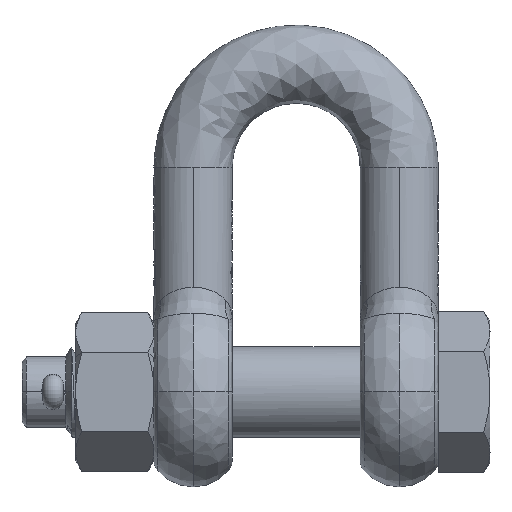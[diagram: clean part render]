
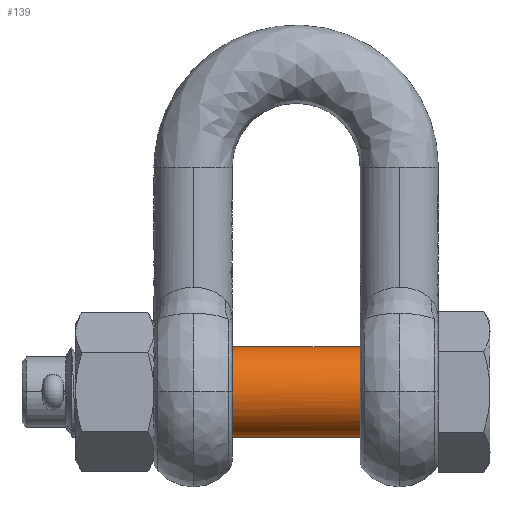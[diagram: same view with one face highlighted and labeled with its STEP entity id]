
A CAD part, top view. The second image highlights one B-rep face of the part: STEP entity #139.
In plain terms, the highlighted cylindrical face has radius 11 mm (diameter 22 mm), a partial arc.
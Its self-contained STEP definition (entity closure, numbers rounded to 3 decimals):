
#139=ADVANCED_FACE('NONE',(#809),#810,.T.);
#809=FACE_OUTER_BOUND('',#2338,.T.);
#810=CYLINDRICAL_SURFACE('',#2339,11.0);
#2338=EDGE_LOOP('',(#12987,#12988,#12989,#12990));
#2339=AXIS2_PLACEMENT_3D('',#12991,#12992,#12993);
#12987=ORIENTED_EDGE('',*,*,#17428,.T.);
#12988=ORIENTED_EDGE('',*,*,#17429,.T.);
#12989=ORIENTED_EDGE('',*,*,#17430,.F.);
#12990=ORIENTED_EDGE('',*,*,#17431,.F.);
#12991=CARTESIAN_POINT('',(34.25,0.0,0.0));
#12992=DIRECTION('',(1.0,0.0,0.0));
#12993=DIRECTION('',(0.0,-1.0,0.0));
#17428=EDGE_CURVE('NONE',#19172,#19174,#19177,.T.);
#17429=EDGE_CURVE('NONE',#19174,#19178,#19179,.T.);
#17430=EDGE_CURVE('NONE',#19180,#19178,#19181,.T.);
#17431=EDGE_CURVE('NONE',#19172,#19180,#19182,.T.);
#19172=VERTEX_POINT('NONE',#21996);
#19174=VERTEX_POINT('NONE',#21998);
#19177=CIRCLE('',#22001,11.);
#19178=VERTEX_POINT('NONE',#22002);
#19179=LINE('',#22003,#22004);
#19180=VERTEX_POINT('NONE',#22005);
#19181=B_SPLINE_CURVE_WITH_KNOTS('',3,(#22006,#22007,#22008,#22009,#22010,#22011,#22012,#22013,#22014,#22015,#22016,#22017,#22018,#22019,#22020,#22021,#22022,#22023,#22024,#22025,#22026,#22027,#22028,#22029,#22030,#22031,#22032,#22033,#22034,#22035,#22036,#22037,#22038,#22039,#22040,#22041,#22042,#22043,#22044,#22045,#22046,#22047,#22048,#22049,#22050,#22051,#22052,#22053),.UNSPECIFIED.,.F.,.F.,(4,2,2,2,2,2,2,2,2,2,2,2,2,2,2,2,2,2,2,2,2,2,2,4),(0.012,0.014,0.015,0.017,0.019,0.02,0.021,0.023,0.024,0.025,0.026,0.027,0.029,0.031,0.032,0.034,0.035,0.036,0.038,0.04,0.041,0.042,0.045,0.047),.UNSPECIFIED.);
#19182=LINE('',#22054,#22055);
#21996=CARTESIAN_POINT('',(34.25,-11.,0.));
#21998=CARTESIAN_POINT('',(34.25,11.,0.));
#22001=AXIS2_PLACEMENT_3D('',#33219,#33220,#33221);
#22002=CARTESIAN_POINT('',(-29.998,11.0,0.));
#22003=CARTESIAN_POINT('',(34.25,11.0,0.));
#22004=VECTOR('',#33222,1000.0);
#22005=CARTESIAN_POINT('',(-28.573,-11.0,0.));
#22006=CARTESIAN_POINT('',(-28.573,-11.0,0.));
#22007=CARTESIAN_POINT('',(-28.603,-11.0,0.727));
#22008=CARTESIAN_POINT('',(-28.632,-10.929,1.441));
#22009=CARTESIAN_POINT('',(-28.677,-10.719,2.495));
#22010=CARTESIAN_POINT('',(-28.691,-10.632,2.844));
#22011=CARTESIAN_POINT('',(-28.721,-10.423,3.535));
#22012=CARTESIAN_POINT('',(-28.736,-10.3,3.878));
#22013=CARTESIAN_POINT('',(-28.781,-9.886,4.877));
#22014=CARTESIAN_POINT('',(-28.81,-9.548,5.509));
#22015=CARTESIAN_POINT('',(-28.855,-8.949,6.406));
#22016=CARTESIAN_POINT('',(-28.87,-8.734,6.697));
#22017=CARTESIAN_POINT('',(-28.899,-8.274,7.258));
#22018=CARTESIAN_POINT('',(-28.914,-8.032,7.525));
#22019=CARTESIAN_POINT('',(-28.959,-7.271,8.286));
#22020=CARTESIAN_POINT('',(-28.988,-6.717,8.741));
#22021=CARTESIAN_POINT('',(-29.033,-5.815,9.344));
#22022=CARTESIAN_POINT('',(-29.048,-5.503,9.531));
#22023=CARTESIAN_POINT('',(-29.078,-4.868,9.871));
#22024=CARTESIAN_POINT('',(-29.092,-4.544,10.024));
#22025=CARTESIAN_POINT('',(-29.122,-3.882,10.299));
#22026=CARTESIAN_POINT('',(-29.137,-3.544,10.42));
#22027=CARTESIAN_POINT('',(-29.166,-2.856,10.629));
#22028=CARTESIAN_POINT('',(-29.181,-2.503,10.717));
#22029=CARTESIAN_POINT('',(-29.226,-1.438,10.93));
#22030=CARTESIAN_POINT('',(-29.255,-0.725,11.));
#22031=CARTESIAN_POINT('',(-29.3,0.351,11.));
#22032=CARTESIAN_POINT('',(-29.315,0.711,10.983));
#22033=CARTESIAN_POINT('',(-29.345,1.432,10.912));
#22034=CARTESIAN_POINT('',(-29.359,1.791,10.859));
#22035=CARTESIAN_POINT('',(-29.404,2.849,10.649));
#22036=CARTESIAN_POINT('',(-29.433,3.535,10.441));
#22037=CARTESIAN_POINT('',(-29.478,4.534,10.029));
#22038=CARTESIAN_POINT('',(-29.493,4.863,9.873));
#22039=CARTESIAN_POINT('',(-29.523,5.501,9.533));
#22040=CARTESIAN_POINT('',(-29.538,5.809,9.348));
#22041=CARTESIAN_POINT('',(-29.582,6.703,8.751));
#22042=CARTESIAN_POINT('',(-29.611,7.259,8.297));
#22043=CARTESIAN_POINT('',(-29.671,8.286,7.271));
#22044=CARTESIAN_POINT('',(-29.701,8.743,6.714));
#22045=CARTESIAN_POINT('',(-29.745,9.34,5.821));
#22046=CARTESIAN_POINT('',(-29.76,9.525,5.513));
#22047=CARTESIAN_POINT('',(-29.79,9.866,4.878));
#22048=CARTESIAN_POINT('',(-29.805,10.022,4.548));
#22049=CARTESIAN_POINT('',(-29.849,10.437,3.548));
#22050=CARTESIAN_POINT('',(-29.879,10.645,2.862));
#22051=CARTESIAN_POINT('',(-29.938,10.927,1.454));
#22052=CARTESIAN_POINT('',(-29.968,11.,0.727));
#22053=CARTESIAN_POINT('',(-29.998,11.0,0.));
#22054=CARTESIAN_POINT('',(34.25,-11.0,0.0));
#22055=VECTOR('',#33223,1000.0);
#33219=CARTESIAN_POINT('',(34.25,0.,0.));
#33220=DIRECTION('',(-1.0,0.0,0.0));
#33221=DIRECTION('',(0.0,1.0,0.0));
#33222=DIRECTION('',(-1.0,0.0,0.0));
#33223=DIRECTION('',(-1.0,0.0,0.0));
